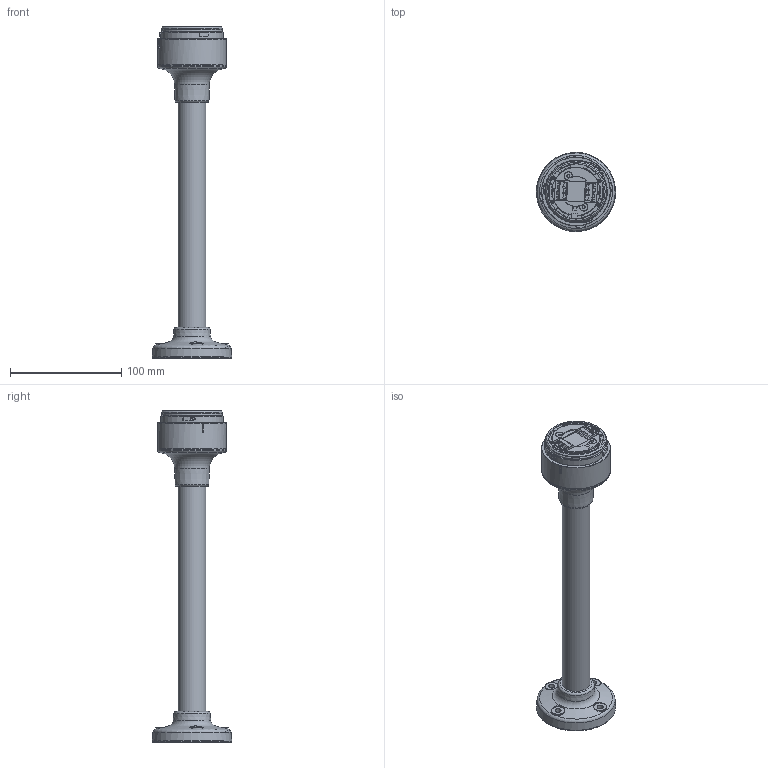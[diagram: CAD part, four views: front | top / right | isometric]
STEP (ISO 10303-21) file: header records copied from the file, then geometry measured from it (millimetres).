
FILE_DESCRIPTION(/* description */ (''),/* implementation_level */ '2;1');
FILE_NAME(/* name */ 'YMR 250.stp',/* time_stamp */ '2015-07-01T07:50:20+02:00',/* author */ (''),/* organization */ (''),/* preprocessor_version */ 'ST-DEVELOPER v11',/* originating_system */ 'SIEMENS PLM Software NX 7.5',/* authorisation */ '');
FILE_SCHEMA (('AUTOMOTIVE_DESIGN { 1 0 10303 214 1 1 1 1 }'));
Length unit declared in the file: millimetre
Products named in the file (1): m.neF64Esjwk
Bounding box: 71.48 x 71.48 x 299.08 mm (x, y, z)
Volume: 291259.3 mm3; surface area: 50788.3 mm2
Topology: 3 solids, 3 shells, 474 faces, 1224 edges, 780 vertices
Faces by surface type: plane 219, cone 95, cylinder 81, torus 36, sphere 19, extrusion 17, bspline 7
Full cylindrical faces by diameter (mm): 2.5 x2, 3 x4, 5.8 x4, 7.7 x4, 24.8 x1, 34 x1, 52.5 x1, 55.1 x1, 62 x2, 66.586 x1, 70 x1, 70.4 x1
Entity records: 15657 total; most frequent: CARTESIAN_POINT 4119, DIRECTION 2269, ORIENTED_EDGE 2252, EDGE_CURVE 1126, AXIS2_PLACEMENT_3D 848, VERTEX_POINT 751, EDGE_LOOP 584, VECTOR 573
